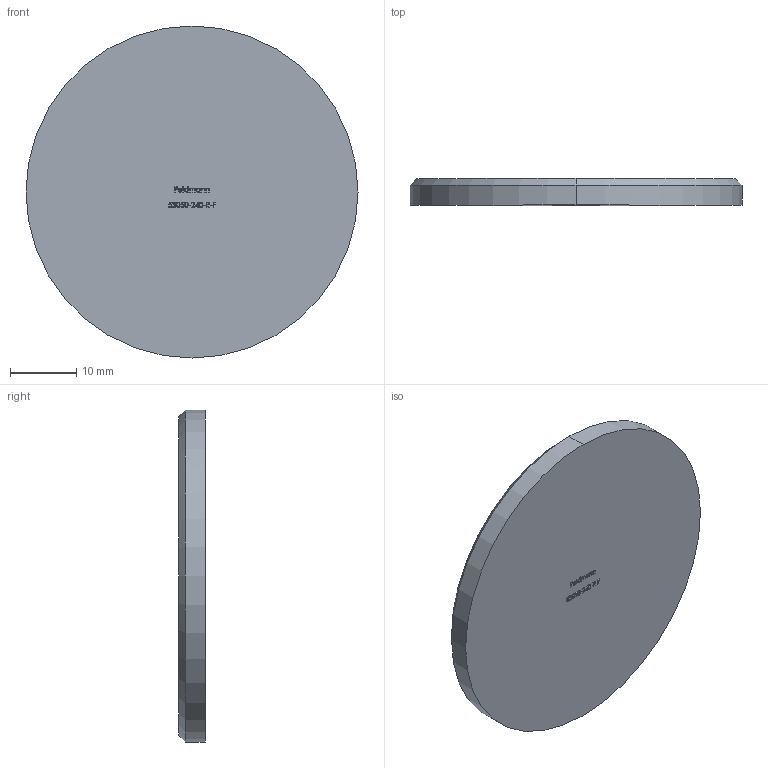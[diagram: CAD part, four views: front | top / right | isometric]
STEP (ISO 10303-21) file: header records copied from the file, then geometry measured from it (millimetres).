
FILE_DESCRIPTION (( 'STEP AP203' ), '1' );
FILE_NAME ('53050-240-R-F.STEP', '2020-10-22T06:38:35', ( '' ), ( '' ), 'SwSTEP 2.0', 'SolidWorks 2018', '' );
FILE_SCHEMA (( 'CONFIG_CONTROL_DESIGN' ));
Length unit declared in the file: millimetre
Products named in the file (2): 53050-240-R-F
Bounding box: 50 x 4 x 50 mm (x, y, z)
Volume: 7776.2 mm3; surface area: 4468.8 mm2
Topology: 1 solids, 1 shells, 272 faces, 721 edges, 480 vertices
Faces by surface type: plane 152, bspline 116, cone 2, cylinder 2
Entity records: 15170 total; most frequent: CARTESIAN_POINT 9047, ORIENTED_EDGE 1442, DIRECTION 811, EDGE_CURVE 721, LINE 483, VECTOR 483, VERTEX_POINT 480, EDGE_LOOP 301
